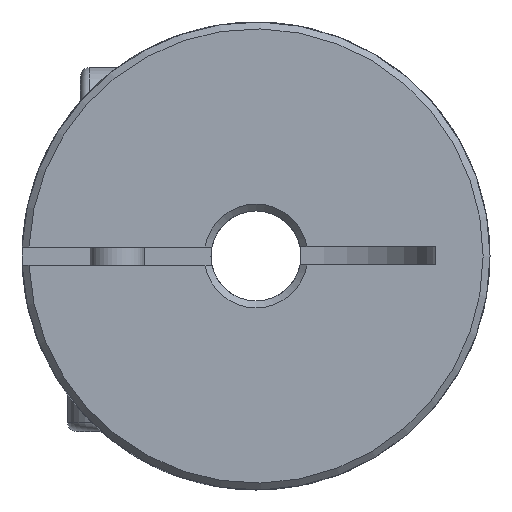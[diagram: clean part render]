
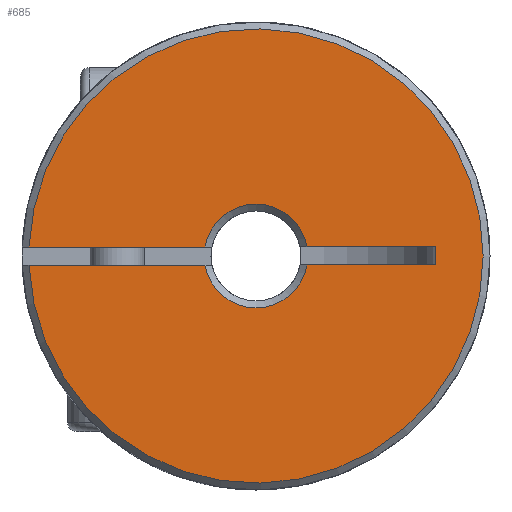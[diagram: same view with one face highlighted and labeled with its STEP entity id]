
A CAD part, left-side view. The second image highlights one B-rep face of the part: STEP entity #685.
In plain terms, the highlighted planar face has unit normal (-1, 0, 0).
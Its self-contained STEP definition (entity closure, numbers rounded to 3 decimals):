
#120 = EDGE_CURVE ( 'NONE', #1606, #1605, #1483, .T. ) ;
#121 = EDGE_CURVE ( 'NONE', #1606, #1607, #1482, .T. ) ;
#122 = EDGE_CURVE ( 'NONE', #1602, #1603, #1351, .T. ) ;
#123 = EDGE_CURVE ( 'NONE', #1604, #1603, #1486, .T. ) ;
#124 = EDGE_CURVE ( 'NONE', #1604, #1597, #1354, .T. ) ;
#126 = EDGE_CURVE ( 'NONE', #1605, #1596, #1491, .T. ) ;
#128 = EDGE_CURVE ( 'NONE', #1602, #1607, #1867, .T. ) ;
#266 = AXIS2_PLACEMENT_3D ( 'NONE', #1743, #1744, #1745 ) ;
#269 = AXIS2_PLACEMENT_3D ( 'NONE', #1762, #1764, #1765 ) ;
#606 = EDGE_CURVE ( 'NONE', #1596, #1597, #2955, .T. ) ;
#685 = ADVANCED_FACE ( 'NONE', ( #3873 ), #3716, .T. ) ;
#1274 = EDGE_LOOP ( 'NONE', ( #4780, #4781, #4782, #4783, #4784, #4785, #4786, #4787 ) ) ;
#1351 = LINE ( 'NONE', #1746, #1484 ) ;
#1354 = LINE ( 'NONE', #1748, #1488 ) ;
#1355 = VECTOR ( 'NONE', #1747, 1000. ) ;
#1482 = LINE ( 'NONE', #1737, #1355 ) ;
#1483 = CIRCLE ( 'NONE', #266, 12.619 ) ;
#1484 = VECTOR ( 'NONE', #1749, 1000. ) ;
#1485 = VECTOR ( 'NONE', #1758, 1000. ) ;
#1486 = LINE ( 'NONE', #1751, #1487 ) ;
#1487 = VECTOR ( 'NONE', #1752, 1000. ) ;
#1488 = VECTOR ( 'NONE', #1754, 1000. ) ;
#1491 = LINE ( 'NONE', #1750, #1485 ) ;
#1596 = VERTEX_POINT ( 'NONE', #4583 ) ;
#1597 = VERTEX_POINT ( 'NONE', #4584 ) ;
#1602 = VERTEX_POINT ( 'NONE', #4589 ) ;
#1603 = VERTEX_POINT ( 'NONE', #4590 ) ;
#1604 = VERTEX_POINT ( 'NONE', #4591 ) ;
#1605 = VERTEX_POINT ( 'NONE', #4592 ) ;
#1606 = VERTEX_POINT ( 'NONE', #4593 ) ;
#1607 = VERTEX_POINT ( 'NONE', #4594 ) ;
#1737 = CARTESIAN_POINT ( 'NONE',  ( -17.5, 0., 0.5 ) ) ;
#1743 = CARTESIAN_POINT ( 'NONE',  ( -17.5, 0., 0. ) ) ;
#1744 = DIRECTION ( 'NONE',  ( 1., 0., 0. ) ) ;
#1745 = DIRECTION ( 'NONE',  ( 0., -1., 0. ) ) ;
#1746 = CARTESIAN_POINT ( 'NONE',  ( -17.5, -9.964, 0.5 ) ) ;
#1747 = DIRECTION ( 'NONE',  ( 0., -1., 0. ) ) ;
#1748 = CARTESIAN_POINT ( 'NONE',  ( -17.5, -9.964, -0.5 ) ) ;
#1749 = DIRECTION ( 'NONE',  ( 0., -1., 0. ) ) ;
#1750 = CARTESIAN_POINT ( 'NONE',  ( -17.5, 0., -0.5 ) ) ;
#1751 = CARTESIAN_POINT ( 'NONE',  ( -17.5, -9.964, -12.933 ) ) ;
#1752 = DIRECTION ( 'NONE',  ( 0., 0., 1. ) ) ;
#1754 = DIRECTION ( 'NONE',  ( 0., 1., 0. ) ) ;
#1758 = DIRECTION ( 'NONE',  ( 0., -1., 0. ) ) ;
#1762 = CARTESIAN_POINT ( 'NONE',  ( -17.5, 0., 0. ) ) ;
#1764 = DIRECTION ( 'NONE',  ( -1., 0., 0. ) ) ;
#1765 = DIRECTION ( 'NONE',  ( 0., -1., 0. ) ) ;
#1867 = CIRCLE ( 'NONE', #269, 2.881 ) ;
#2955 = CIRCLE ( 'NONE', #3327, 2.881 ) ;
#3327 = AXIS2_PLACEMENT_3D ( 'NONE', #3560, #3574, #3575 ) ;
#3367 = AXIS2_PLACEMENT_3D ( 'NONE', #3709, #3719, #3720 ) ;
#3560 = CARTESIAN_POINT ( 'NONE',  ( -17.5, 0., 0. ) ) ;
#3574 = DIRECTION ( 'NONE',  ( -1., 0., 0. ) ) ;
#3575 = DIRECTION ( 'NONE',  ( 0., -1., 0. ) ) ;
#3709 = CARTESIAN_POINT ( 'NONE',  ( -17.5, 0., 0. ) ) ;
#3716 = PLANE ( 'NONE',  #3367 ) ;
#3719 = DIRECTION ( 'NONE',  ( -1., 0., 0. ) ) ;
#3720 = DIRECTION ( 'NONE',  ( 0., -1., 0. ) ) ;
#3873 = FACE_OUTER_BOUND ( 'NONE', #1274, .T. ) ;
#4583 = CARTESIAN_POINT ( 'NONE',  ( -17.5, 2.837, -0.5 ) ) ;
#4584 = CARTESIAN_POINT ( 'NONE',  ( -17.5, -2.837, -0.5 ) ) ;
#4589 = CARTESIAN_POINT ( 'NONE',  ( -17.5, -2.837, 0.5 ) ) ;
#4590 = CARTESIAN_POINT ( 'NONE',  ( -17.5, -9.964, 0.5 ) ) ;
#4591 = CARTESIAN_POINT ( 'NONE',  ( -17.5, -9.964, -0.5 ) ) ;
#4592 = CARTESIAN_POINT ( 'NONE',  ( -17.5, 12.609, -0.5 ) ) ;
#4593 = CARTESIAN_POINT ( 'NONE',  ( -17.5, 12.609, 0.5 ) ) ;
#4594 = CARTESIAN_POINT ( 'NONE',  ( -17.5, 2.837, 0.5 ) ) ;
#4780 = ORIENTED_EDGE ( 'NONE', *, *, #122, .T. ) ;
#4781 = ORIENTED_EDGE ( 'NONE', *, *, #123, .F. ) ;
#4782 = ORIENTED_EDGE ( 'NONE', *, *, #124, .T. ) ;
#4783 = ORIENTED_EDGE ( 'NONE', *, *, #606, .F. ) ;
#4784 = ORIENTED_EDGE ( 'NONE', *, *, #126, .F. ) ;
#4785 = ORIENTED_EDGE ( 'NONE', *, *, #120, .F. ) ;
#4786 = ORIENTED_EDGE ( 'NONE', *, *, #121, .T. ) ;
#4787 = ORIENTED_EDGE ( 'NONE', *, *, #128, .F. ) ;
